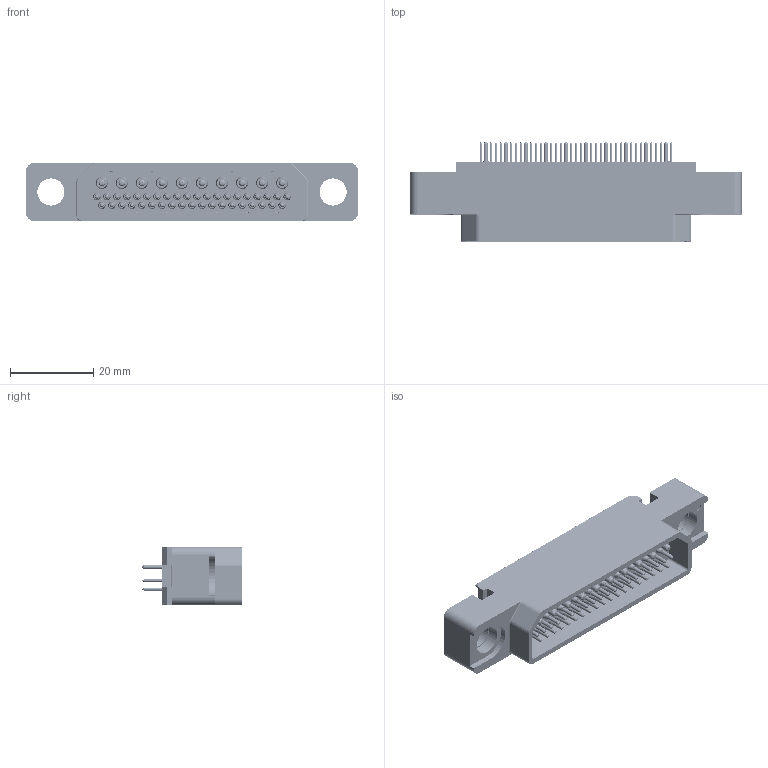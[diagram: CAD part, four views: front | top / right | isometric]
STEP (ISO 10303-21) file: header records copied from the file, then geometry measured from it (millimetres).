
FILE_DESCRIPTION((''),'2;1');
FILE_NAME('00192052000','2019-10-30T',('presta_be4'),(''),'CREO PARAMETRIC BY PTC INC, 2018360','CREO PARAMETRIC BY PTC INC, 2018360','');
FILE_SCHEMA(('CONFIG_CONTROL_DESIGN'));
Products named in the file (1): 00192052000
Bounding box: 80 x 23.86 x 14 mm (x, y, z)
Volume: 9992.4 mm3; surface area: 15502 mm2
Topology: 1 solids, 12 shells, 4130 faces, 9554 edges, 5910 vertices
Faces by surface type: plane 1746, cylinder 1281, cone 604, torus 375, bspline 124
Entity records: 121219 total; most frequent: CARTESIAN_POINT 24509, DIRECTION 21439, ORIENTED_EDGE 19108, EDGE_CURVE 9554, AXIS2_PLACEMENT_3D 7946, VERTEX_POINT 5910, VECTOR 5547, LINE 5547
